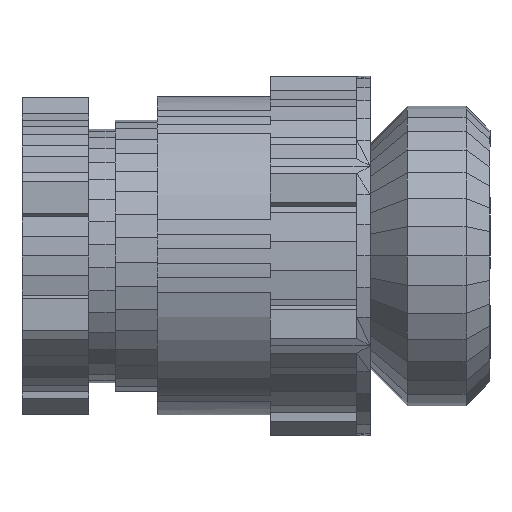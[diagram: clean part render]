
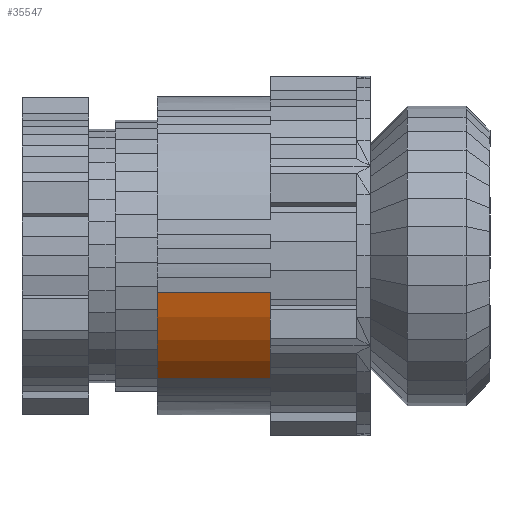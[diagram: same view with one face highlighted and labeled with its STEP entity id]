
A CAD part, left-side view. The second image highlights one B-rep face of the part: STEP entity #35547.
In plain terms, the highlighted cylindrical face has radius 11.962 mm (diameter 23.924 mm), a partial arc.
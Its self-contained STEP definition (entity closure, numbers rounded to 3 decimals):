
#1013 = DIRECTION ( 'NONE',  ( 0., 1., 0. ) ) ;
#1938 = EDGE_LOOP ( 'NONE', ( #2569, #34730, #7439, #32233 ) ) ;
#2569 = ORIENTED_EDGE ( 'NONE', *, *, #5786, .T. ) ;
#2650 = CARTESIAN_POINT ( 'NONE',  ( 5.99, 16.59, 4.435 ) ) ;
#4407 = EDGE_CURVE ( 'NONE', #11525, #26349, #25227, .T. ) ;
#4516 = CARTESIAN_POINT ( 'NONE',  ( 5.99, 25.09, 4.435 ) ) ;
#5786 = EDGE_CURVE ( 'NONE', #26349, #20575, #33771, .T. ) ;
#7439 = ORIENTED_EDGE ( 'NONE', *, *, #15785, .T. ) ;
#7891 = AXIS2_PLACEMENT_3D ( 'NONE', #31366, #8626, #28264 ) ;
#8130 = DIRECTION ( 'NONE',  ( 0., -1., 0. ) ) ;
#8359 = CARTESIAN_POINT ( 'NONE',  ( 13.635, 25.09, 13.635 ) ) ;
#8476 = DIRECTION ( 'NONE',  ( 0., 1., 0. ) ) ;
#8626 = DIRECTION ( 'NONE',  ( 0., 1., 0. ) ) ;
#10767 = CARTESIAN_POINT ( 'NONE',  ( 1.992, 25.09, 10.893 ) ) ;
#11211 = DIRECTION ( 'NONE',  ( 0., 0., 1. ) ) ;
#11393 = VECTOR ( 'NONE', #8130, 1000. ) ;
#11525 = VERTEX_POINT ( 'NONE', #2650 ) ;
#13453 = DIRECTION ( 'NONE',  ( 0., 0., 1. ) ) ;
#15785 = EDGE_CURVE ( 'NONE', #33824, #11525, #17107, .T. ) ;
#16613 = AXIS2_PLACEMENT_3D ( 'NONE', #16630, #21664, #13453 ) ;
#16630 = CARTESIAN_POINT ( 'NONE',  ( 13.635, -29.846, 13.635 ) ) ;
#17107 = LINE ( 'NONE', #36281, #11393 ) ;
#18085 = CIRCLE ( 'NONE', #22708, 11.962 ) ;
#20575 = VERTEX_POINT ( 'NONE', #10767 ) ;
#21664 = DIRECTION ( 'NONE',  ( 0., 1., 0. ) ) ;
#22251 = EDGE_CURVE ( 'NONE', #33824, #20575, #18085, .T. ) ;
#22708 = AXIS2_PLACEMENT_3D ( 'NONE', #8359, #8476, #11211 ) ;
#23262 = VECTOR ( 'NONE', #1013, 1000. ) ;
#23283 = FACE_OUTER_BOUND ( 'NONE', #1938, .T. ) ;
#25227 = CIRCLE ( 'NONE', #7891, 11.962 ) ;
#26349 = VERTEX_POINT ( 'NONE', #31016 ) ;
#28264 = DIRECTION ( 'NONE',  ( 0., 0., -1. ) ) ;
#30667 = CYLINDRICAL_SURFACE ( 'NONE', #16613, 11.962 ) ;
#31016 = CARTESIAN_POINT ( 'NONE',  ( 1.992, 16.59, 10.893 ) ) ;
#31366 = CARTESIAN_POINT ( 'NONE',  ( 13.635, 16.59, 13.635 ) ) ;
#31916 = CARTESIAN_POINT ( 'NONE',  ( 1.992, -29.846, 10.893 ) ) ;
#32233 = ORIENTED_EDGE ( 'NONE', *, *, #4407, .T. ) ;
#33771 = LINE ( 'NONE', #31916, #23262 ) ;
#33824 = VERTEX_POINT ( 'NONE', #4516 ) ;
#34730 = ORIENTED_EDGE ( 'NONE', *, *, #22251, .F. ) ;
#35547 = ADVANCED_FACE ( 'NONE', ( #23283 ), #30667, .T. ) ;
#36281 = CARTESIAN_POINT ( 'NONE',  ( 5.99, -29.846, 4.435 ) ) ;
